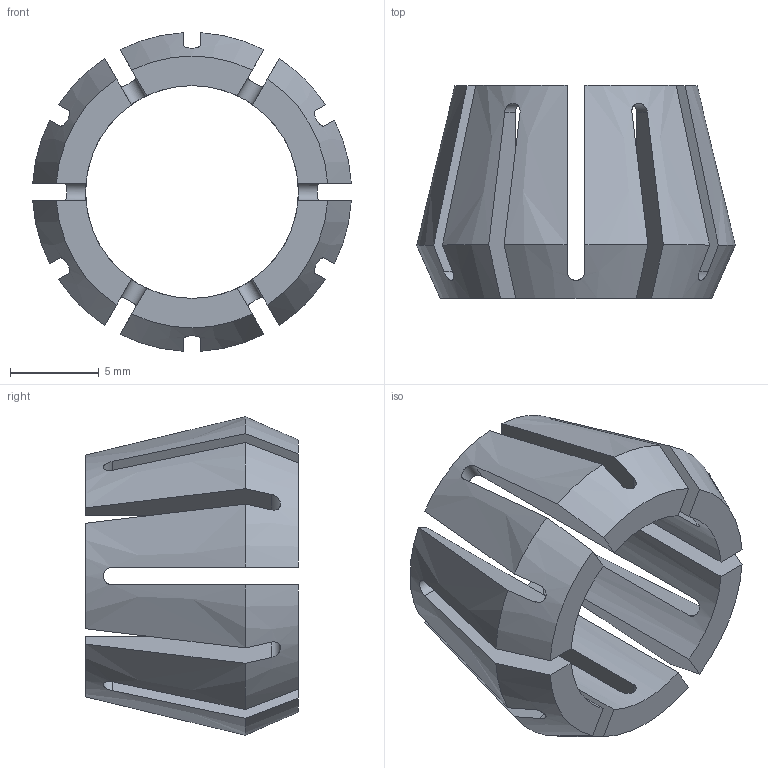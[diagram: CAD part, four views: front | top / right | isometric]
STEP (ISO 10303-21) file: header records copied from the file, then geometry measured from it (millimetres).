
FILE_DESCRIPTION(/* description */ (''),/* implementation_level */ '2;1');
FILE_NAME(/* name */ 'Collet.step',/* time_stamp */ '2024-10-01T11:23:14-06:00',/* author */ (''),/* organization */ (''),/* preprocessor_version */ 'ST-DEVELOPER v20',/* originating_system */ 'Autodesk Translation Framework v13.20.0.188',/* authorisation */ '');
FILE_SCHEMA (('AUTOMOTIVE_DESIGN { 1 0 10303 214 3 1 1 }'));
Length unit declared in the file: millimetre
Products named in the file (1): Collet
Bounding box: 17.97 x 12 x 17.97 mm (x, y, z)
Volume: 810.2 mm3; surface area: 1468.4 mm2
Topology: 1 solids, 1 shells, 61 faces, 206 edges, 145 vertices
Faces by surface type: plane 36, cylinder 13, cone 12
Full cylindrical faces by diameter (mm): 12 x1
Entity records: 2641 total; most frequent: CARTESIAN_POINT 989, ORIENTED_EDGE 412, DIRECTION 271, EDGE_CURVE 206, VERTEX_POINT 145, AXIS2_PLACEMENT_3D 99, LINE 73, VECTOR 73
